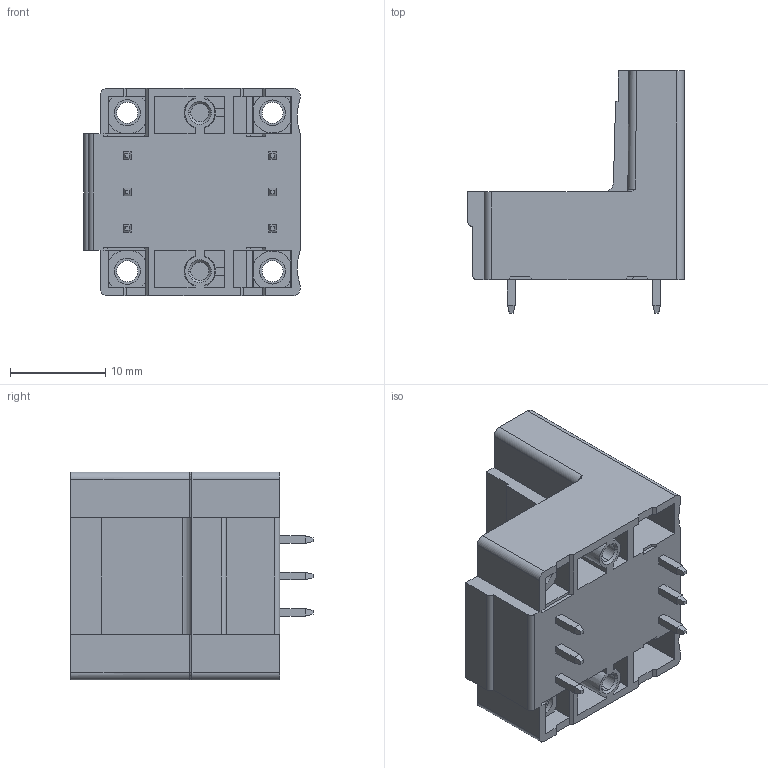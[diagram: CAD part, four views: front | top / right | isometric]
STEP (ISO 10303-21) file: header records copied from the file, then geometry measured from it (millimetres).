
FILE_DESCRIPTION((''),'2;1');
FILE_NAME('TLPHDW-105V-1','2024-09-23T10:49:30',('sheji109'),(''),'CREO PARAMETRIC BY PTC INC, 2018100','CREO PARAMETRIC BY PTC INC, 2018100','');
FILE_SCHEMA(('CONFIG_CONTROL_DESIGN'));
Length unit declared in the file: millimetre
Products named in the file (1): TLPHDW-105V-1
Bounding box: 22.7 x 25.4 x 21.82 mm (x, y, z)
Volume: 4239.8 mm3; surface area: 5428.7 mm2
Topology: 1 solids, 1 shells, 538 faces, 1429 edges, 929 vertices
Faces by surface type: plane 440, cylinder 79, cone 14, sphere 3, bspline 2
Entity records: 16626 total; most frequent: CARTESIAN_POINT 3116, ORIENTED_EDGE 2852, DIRECTION 2660, EDGE_CURVE 1426, VECTOR 1170, LINE 1170, VERTEX_POINT 929, AXIS2_PLACEMENT_3D 745
